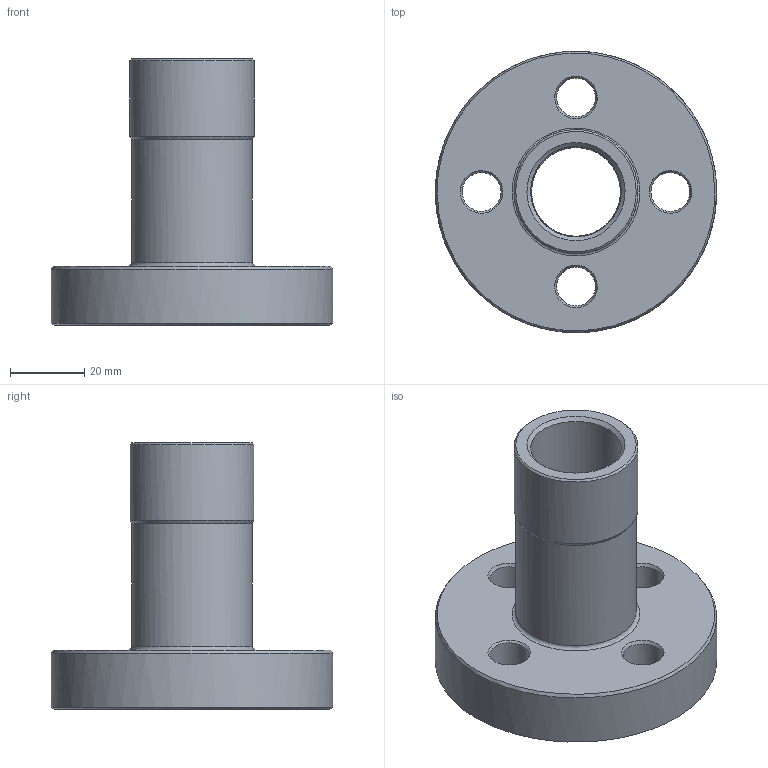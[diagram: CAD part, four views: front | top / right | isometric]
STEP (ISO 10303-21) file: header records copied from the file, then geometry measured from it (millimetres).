
FILE_DESCRIPTION(/* description */ ('Unknown'),/* implementation_level */ '2;1');
FILE_NAME(/* name */ 'AF.11220-001',/* time_stamp */ '2023-07-24T11:25:14+02:00',/* author */ ('Unknown'),/* organization */ ('Unknown'),/* preprocessor_version */ 'ST-DEVELOPER v18.102',/* originating_system */ 'Solid Edge',/* authorisation */ 'Unknown');
FILE_SCHEMA (('AUTOMOTIVE_DESIGN {1 0 10303 214 3 1 1}'));
Length unit declared in the file: millimetre
Products named in the file (2): 811_FI3-034-SZ; None_0
Assembly tree (1 placements, depth 2):
  811_FI3-034-SZ
    None_0
Bounding box: 76 x 75.94 x 72 mm (x, y, z)
Volume: 80660.7 mm3; surface area: 24690.1 mm2
Topology: 1 solids, 1 shells, 36 faces, 111 edges, 80 vertices
Faces by surface type: cone 15, cylinder 11, torus 5, plane 5
Full cylindrical faces by diameter (mm): 10.5 x4, 24 x1, 24.5 x1, 30 x1, 32.5 x1, 33.5 x1, 37 x1, 76 x1
Entity records: 1872 total; most frequent: CARTESIAN_POINT 983, ORIENTED_EDGE 222, EDGE_CURVE 111, B_SPLINE_CURVE_WITH_KNOTS 95, DIRECTION 92, VERTEX_POINT 80, EDGE_LOOP 49, FACE_BOUND 49
